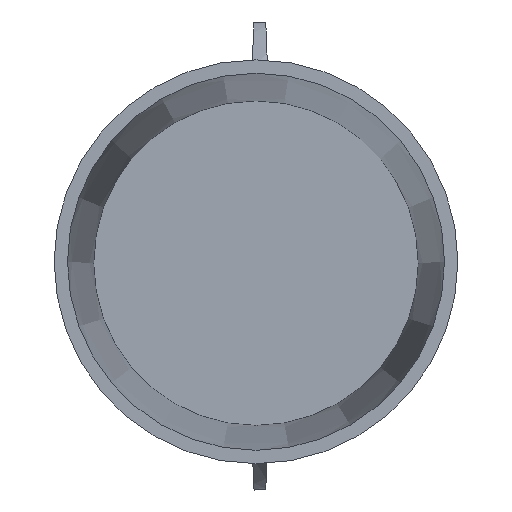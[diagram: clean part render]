
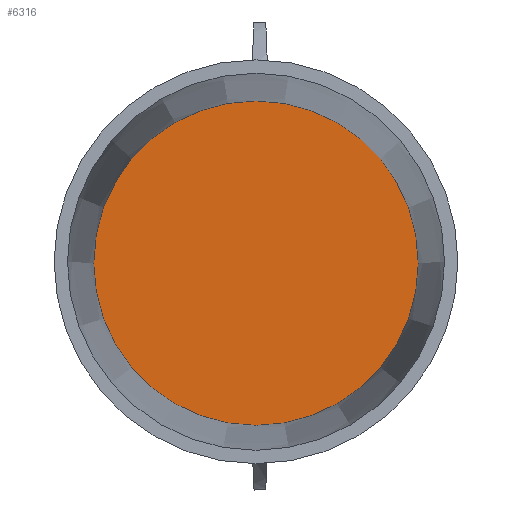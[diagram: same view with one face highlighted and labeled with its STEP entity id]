
A CAD part, top view. The second image highlights one B-rep face of the part: STEP entity #6316.
In plain terms, the highlighted planar face has unit normal (0, 0, 1).
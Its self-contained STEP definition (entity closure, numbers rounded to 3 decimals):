
#614=PLANE('',#7158);
#959=FACE_OUTER_BOUND('',#1403,.T.);
#1403=EDGE_LOOP('',(#5857));
#2608=CIRCLE('',#7159,48.628);
#3204=VERTEX_POINT('',#11830);
#4089=EDGE_CURVE('',#3204,#3204,#2608,.T.);
#5857=ORIENTED_EDGE('',*,*,#4089,.T.);
#6316=ADVANCED_FACE('',(#959),#614,.T.);
#7158=AXIS2_PLACEMENT_3D('',#11829,#8923,#8924);
#7159=AXIS2_PLACEMENT_3D('',#11831,#8925,#8926);
#8923=DIRECTION('center_axis',(0.,0.,1.));
#8924=DIRECTION('ref_axis',(1.,0.,0.));
#8925=DIRECTION('center_axis',(0.,0.,1.));
#8926=DIRECTION('ref_axis',(1.,0.,0.));
#11829=CARTESIAN_POINT('Origin',(0.,0.,51.5));
#11830=CARTESIAN_POINT('',(-48.628,0.,51.5));
#11831=CARTESIAN_POINT('Origin',(0.,0.,51.5));
